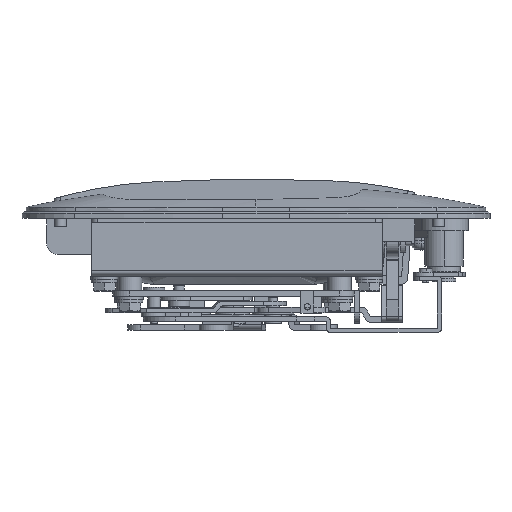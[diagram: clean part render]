
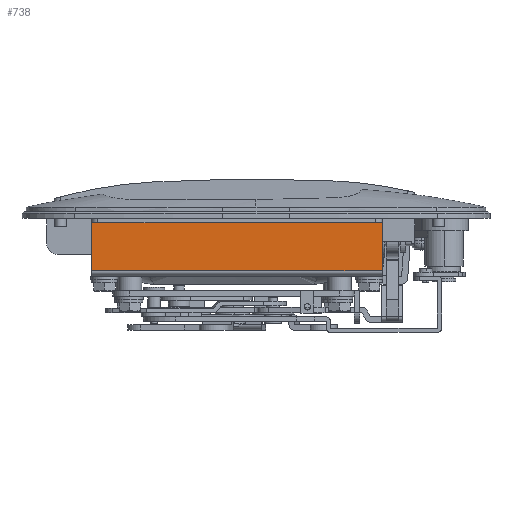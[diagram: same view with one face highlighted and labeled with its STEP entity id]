
A CAD part, front view. The second image highlights one B-rep face of the part: STEP entity #738.
In plain terms, the highlighted face is planar.
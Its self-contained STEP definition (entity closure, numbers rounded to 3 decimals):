
#738 = ADVANCED_FACE ( 'NONE', ( #13808 ), #14602, .F. ) ;
#1643 = VERTEX_POINT ( 'NONE', #20054 ) ;
#1645 = VERTEX_POINT ( 'NONE', #20058 ) ;
#1649 = VERTEX_POINT ( 'NONE', #20064 ) ;
#1650 = VERTEX_POINT ( 'NONE', #20065 ) ;
#4533 = ORIENTED_EDGE ( 'NONE', *, *, #5422, .T. ) ;
#4535 = ORIENTED_EDGE ( 'NONE', *, *, #5424, .F. ) ;
#4536 = ORIENTED_EDGE ( 'NONE', *, *, #5420, .F. ) ;
#4538 = ORIENTED_EDGE ( 'NONE', *, *, #5413, .T. ) ;
#5413 = EDGE_CURVE ( 'NONE', #1645, #1643, #36213, .T. ) ;
#5420 = EDGE_CURVE ( 'NONE', #1650, #1649, #36215, .T. ) ;
#5422 = EDGE_CURVE ( 'NONE', #1643, #1649, #36216, .T. ) ;
#5424 = EDGE_CURVE ( 'NONE', #1645, #1650, #36217, .T. ) ;
#10125 = AXIS2_PLACEMENT_3D ( 'NONE', #14603, #14604, #14605 ) ;
#12764 = VECTOR ( 'NONE', #36957, 1000. ) ;
#12769 = VECTOR ( 'NONE', #36964, 1000. ) ;
#12770 = VECTOR ( 'NONE', #36966, 1000. ) ;
#12771 = VECTOR ( 'NONE', #36968, 1000. ) ;
#13808 = FACE_OUTER_BOUND ( 'NONE', #42958, .T. ) ;
#14602 = PLANE ( 'NONE',  #10125 ) ;
#14603 = CARTESIAN_POINT ( 'NONE',  ( 0., 68., -25. ) ) ;
#14604 = DIRECTION ( 'NONE',  ( 1., 0., 0. ) ) ;
#14605 = DIRECTION ( 'NONE',  ( 0., 0., -1. ) ) ;
#20054 = CARTESIAN_POINT ( 'NONE',  ( 0., -68., -25. ) ) ;
#20058 = CARTESIAN_POINT ( 'NONE',  ( 0., 68., -25. ) ) ;
#20064 = CARTESIAN_POINT ( 'NONE',  ( 0., -68., -2.5 ) ) ;
#20065 = CARTESIAN_POINT ( 'NONE',  ( 0., 68., -2.5 ) ) ;
#36213 = LINE ( 'NONE', #36956, #12764 ) ;
#36215 = LINE ( 'NONE', #36963, #12769 ) ;
#36216 = LINE ( 'NONE', #36965, #12770 ) ;
#36217 = LINE ( 'NONE', #36967, #12771 ) ;
#36956 = CARTESIAN_POINT ( 'NONE',  ( 0., 68., -25. ) ) ;
#36957 = DIRECTION ( 'NONE',  ( 0., -1., 0. ) ) ;
#36963 = CARTESIAN_POINT ( 'NONE',  ( 0., 68., -2.5 ) ) ;
#36964 = DIRECTION ( 'NONE',  ( 0., -1., 0. ) ) ;
#36965 = CARTESIAN_POINT ( 'NONE',  ( 0., -68., -25. ) ) ;
#36966 = DIRECTION ( 'NONE',  ( 0., 0., 1. ) ) ;
#36967 = CARTESIAN_POINT ( 'NONE',  ( 0., 68., -25. ) ) ;
#36968 = DIRECTION ( 'NONE',  ( 0., 0., 1. ) ) ;
#42958 = EDGE_LOOP ( 'NONE', ( #4533, #4536, #4535, #4538 ) ) ;
